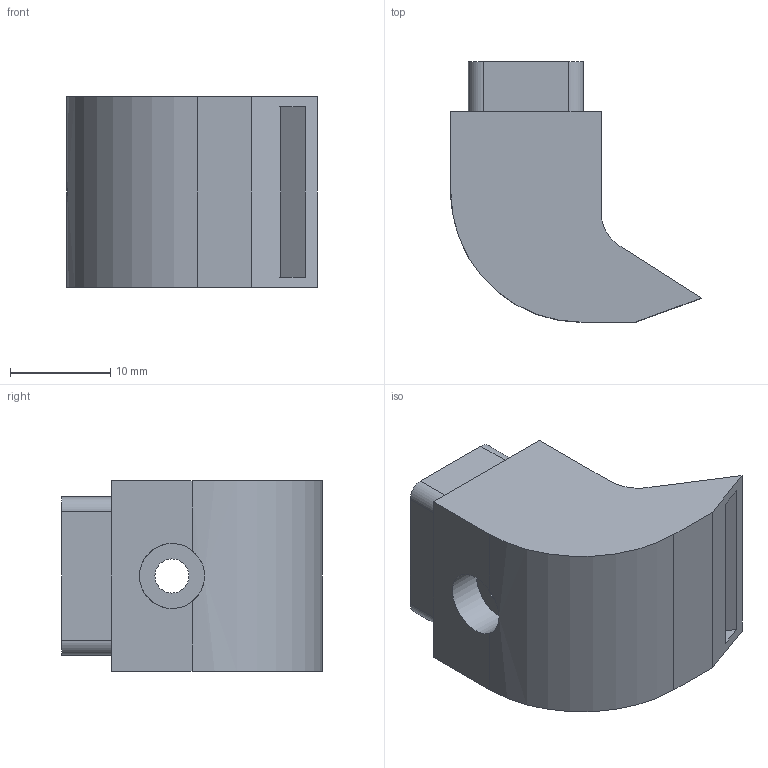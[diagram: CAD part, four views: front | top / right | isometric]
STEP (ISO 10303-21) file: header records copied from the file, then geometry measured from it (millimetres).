
FILE_DESCRIPTION(('FreeCAD Model'),'2;1');
FILE_NAME('extruder-air-nozzle.step','2014-12-10T13:21:10',('FreeCAD'),('FreeCAD'), 'Open CASCADE STEP processor 6.7','FreeCAD','Unknown');
FILE_SCHEMA(('AUTOMOTIVE_DESIGN_CC2 { 1 2 10303 214 -1 1 5 4 }'));
Length unit declared in the file: millimetre
Products named in the file (1): air-nozzle-final
Bounding box: 25 x 26 x 19 mm (x, y, z)
Volume: 3688.6 mm3; surface area: 4093.8 mm2
Topology: 1 solids, 1 shells, 37 faces, 108 edges, 73 vertices
Faces by surface type: plane 25, cylinder 12
Full cylindrical faces by diameter (mm): 3.4 x1, 5.4 x1, 6.5 x1, 8.5 x1
Entity records: 3048 total; most frequent: CARTESIAN_POINT 925, DIRECTION 381, LINE 252, VECTOR 252, ORIENTED_EDGE 216, PCURVE 216, DEFINITIONAL_REPRESENTATION 216, EDGE_CURVE 108
